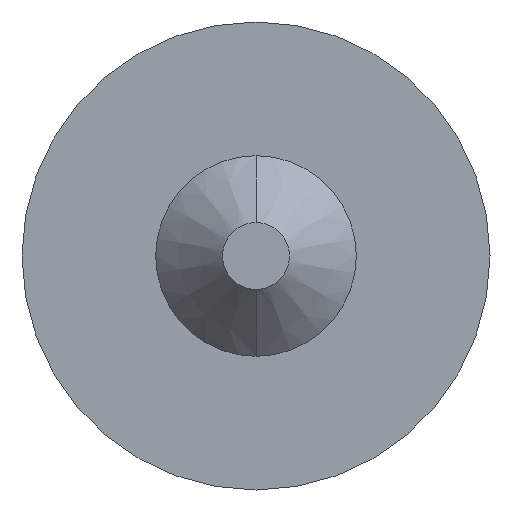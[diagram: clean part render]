
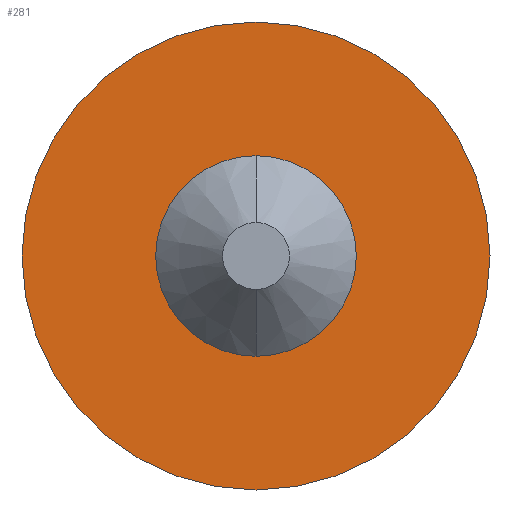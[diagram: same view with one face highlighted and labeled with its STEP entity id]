
A CAD part, front view. The second image highlights one B-rep face of the part: STEP entity #281.
In plain terms, the highlighted planar face has unit normal (0, -1, 0).
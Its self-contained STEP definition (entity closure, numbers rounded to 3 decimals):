
#2 = CARTESIAN_POINT ( 'NONE',  ( 0., 0., 0. ) ) ;
#7 = CARTESIAN_POINT ( 'NONE',  ( 0., 0., 1.5 ) ) ;
#19 = CIRCLE ( 'NONE', #156, 1.5 ) ;
#21 = CARTESIAN_POINT ( 'NONE',  ( 0., 0., -3.5 ) ) ;
#26 = EDGE_CURVE ( 'NONE', #357, #96, #351, .T. ) ;
#41 = ORIENTED_EDGE ( 'NONE', *, *, #338, .F. ) ;
#44 = EDGE_CURVE ( 'NONE', #96, #357, #19, .T. ) ;
#47 = CIRCLE ( 'NONE', #109, 3.5 ) ;
#61 = CARTESIAN_POINT ( 'NONE',  ( 0., 0., 0. ) ) ;
#67 = ORIENTED_EDGE ( 'NONE', *, *, #44, .F. ) ;
#72 = VERTEX_POINT ( 'NONE', #21 ) ;
#78 = DIRECTION ( 'NONE',  ( 0., 0., -1. ) ) ;
#83 = EDGE_LOOP ( 'NONE', ( #261, #67 ) ) ;
#89 = DIRECTION ( 'NONE',  ( 0., 1., 0. ) ) ;
#96 = VERTEX_POINT ( 'NONE', #138 ) ;
#101 = CARTESIAN_POINT ( 'NONE',  ( 0., 0., 0. ) ) ;
#108 = AXIS2_PLACEMENT_3D ( 'NONE', #262, #170, #78 ) ;
#109 = AXIS2_PLACEMENT_3D ( 'NONE', #2, #89, #212 ) ;
#117 = DIRECTION ( 'NONE',  ( 0., -1., 0. ) ) ;
#119 = CARTESIAN_POINT ( 'NONE',  ( 0., 0., 0. ) ) ;
#125 = AXIS2_PLACEMENT_3D ( 'NONE', #101, #352, #183 ) ;
#138 = CARTESIAN_POINT ( 'NONE',  ( 0., 0., -1.5 ) ) ;
#148 = AXIS2_PLACEMENT_3D ( 'NONE', #61, #210, #297 ) ;
#155 = EDGE_CURVE ( 'NONE', #285, #72, #47, .T. ) ;
#156 = AXIS2_PLACEMENT_3D ( 'NONE', #119, #117, #395 ) ;
#170 = DIRECTION ( 'NONE',  ( 0., -1., 0. ) ) ;
#183 = DIRECTION ( 'NONE',  ( 0., 0., 1. ) ) ;
#188 = ORIENTED_EDGE ( 'NONE', *, *, #155, .F. ) ;
#210 = DIRECTION ( 'NONE',  ( 0., 1., 0. ) ) ;
#212 = DIRECTION ( 'NONE',  ( 0., 0., 1. ) ) ;
#219 = PLANE ( 'NONE',  #148 ) ;
#220 = EDGE_LOOP ( 'NONE', ( #41, #188 ) ) ;
#261 = ORIENTED_EDGE ( 'NONE', *, *, #26, .F. ) ;
#262 = CARTESIAN_POINT ( 'NONE',  ( 0., 0., 0. ) ) ;
#281 = ADVANCED_FACE ( 'NONE', ( #301, #371 ), #219, .F. ) ;
#285 = VERTEX_POINT ( 'NONE', #330 ) ;
#297 = DIRECTION ( 'NONE',  ( 0., 0., 1. ) ) ;
#301 = FACE_BOUND ( 'NONE', #83, .T. ) ;
#330 = CARTESIAN_POINT ( 'NONE',  ( 0., 0., 3.5 ) ) ;
#338 = EDGE_CURVE ( 'NONE', #72, #285, #359, .T. ) ;
#351 = CIRCLE ( 'NONE', #108, 1.5 ) ;
#352 = DIRECTION ( 'NONE',  ( 0., 1., 0. ) ) ;
#357 = VERTEX_POINT ( 'NONE', #7 ) ;
#359 = CIRCLE ( 'NONE', #125, 3.5 ) ;
#371 = FACE_OUTER_BOUND ( 'NONE', #220, .T. ) ;
#395 = DIRECTION ( 'NONE',  ( 0., 0., -1. ) ) ;
